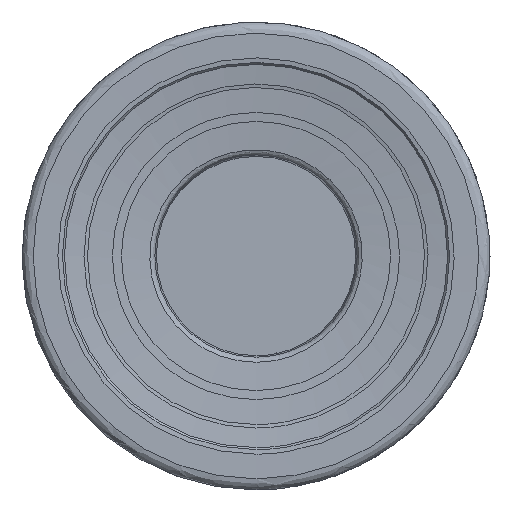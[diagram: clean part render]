
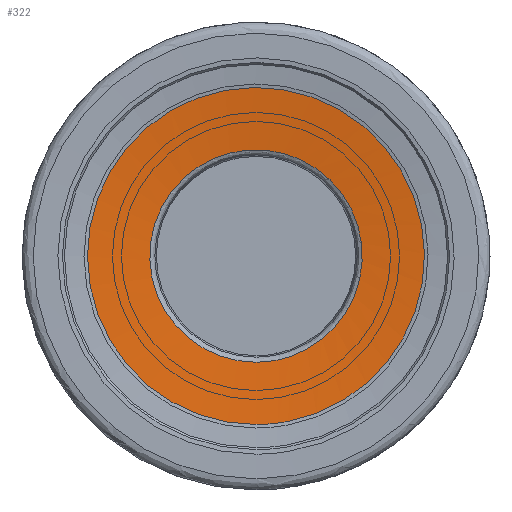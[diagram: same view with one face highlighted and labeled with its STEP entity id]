
A CAD part, left-side view. The second image highlights one B-rep face of the part: STEP entity #322.
In plain terms, the highlighted face is a revolution surface.
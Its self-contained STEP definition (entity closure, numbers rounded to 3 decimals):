
#25=B_SPLINE_CURVE_WITH_KNOTS('',3,(#860,#861,#862,#863),.UNSPECIFIED.,
 .F.,.F.,(4,4),(0.,1.),.UNSPECIFIED.);
#45=SURFACE_OF_REVOLUTION('',#25,#65);
#65=AXIS1_PLACEMENT('',#864,#731);
#283=FACE_BOUND('',#387,.T.);
#284=FACE_BOUND('',#388,.T.);
#322=ADVANCED_FACE('',(#283,#284),#45,.T.);
#387=EDGE_LOOP('',(#453));
#388=EDGE_LOOP('',(#454));
#453=ORIENTED_EDGE('',*,*,#525,.F.);
#454=ORIENTED_EDGE('',*,*,#524,.T.);
#491=VERTEX_POINT('',#852);
#492=VERTEX_POINT('',#859);
#524=EDGE_CURVE('',#491,#491,#557,.T.);
#525=EDGE_CURVE('',#492,#492,#558,.T.);
#557=CIRCLE('',#607,7.262);
#558=CIRCLE('',#608,11.522);
#607=AXIS2_PLACEMENT_3D('',#851,#726,#727);
#608=AXIS2_PLACEMENT_3D('',#858,#729,#730);
#726=DIRECTION('',(1.,0.,0.));
#727=DIRECTION('',(0.,0.,-1.));
#729=DIRECTION('',(1.,0.,0.));
#730=DIRECTION('',(0.,0.,-1.));
#731=DIRECTION('',(1.,0.,0.));
#851=CARTESIAN_POINT('',(0.887,0.,0.));
#852=CARTESIAN_POINT('',(0.887,0.,-7.262));
#858=CARTESIAN_POINT('',(0.495,0.,0.));
#859=CARTESIAN_POINT('',(0.495,0.,-11.522));
#860=CARTESIAN_POINT('',(0.887,-7.118,1.44));
#861=CARTESIAN_POINT('',(0.756,-8.578,1.201));
#862=CARTESIAN_POINT('',(0.626,-10.039,0.962));
#863=CARTESIAN_POINT('',(0.495,-11.499,0.724));
#864=CARTESIAN_POINT('',(50.866,0.,0.));
